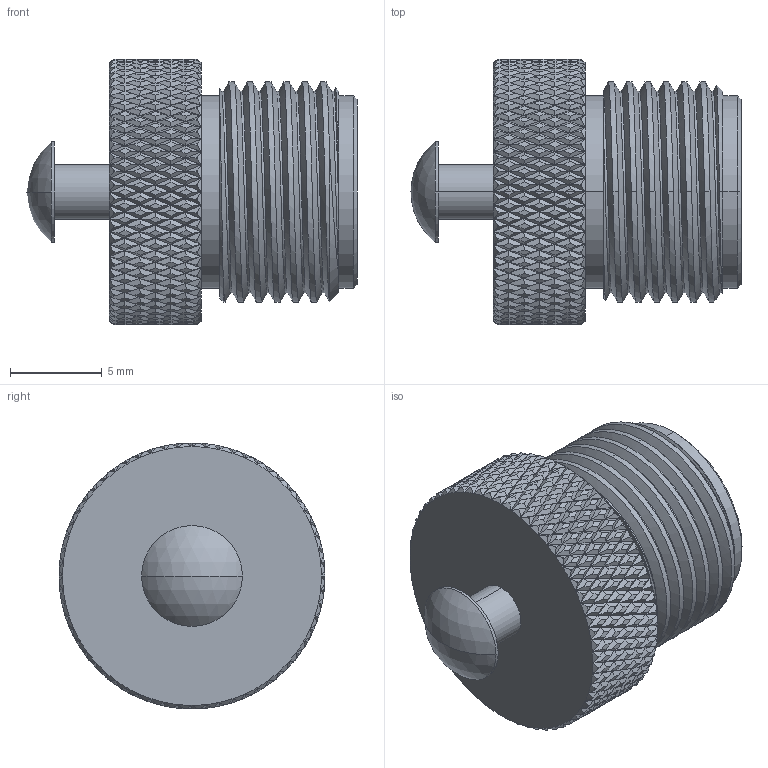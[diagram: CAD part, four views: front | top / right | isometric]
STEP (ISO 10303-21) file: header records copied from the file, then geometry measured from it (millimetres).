
FILE_DESCRIPTION (( 'STEP AP203' ), '1' );
FILE_NAME ('55-00187.STEP', '2023-02-03T00:08:02', ( '' ), ( '' ), 'SwSTEP 2.0', 'SolidWorks 2021', '' );
FILE_SCHEMA (( 'CONFIG_CONTROL_DESIGN' ));
Length unit declared in the file: millimetre
Products named in the file (3): 55-00153-01___; 55-00153-04___; 55-00187
Assembly tree (2 placements, depth 2):
  55-00187
    55-00153-01___
    55-00153-04___
Bounding box: 18 x 14.5 x 14.5 mm (x, y, z)
Volume: 1107.1 mm3; surface area: 1604.5 mm2
Topology: 2 solids, 2 shells, 1552 faces, 4262 edges, 2718 vertices
Faces by surface type: bspline 963, cylinder 446, cone 130, plane 7, torus 4, sphere 2
Entity records: 143552 total; most frequent: CARTESIAN_POINT 115496, ORIENTED_EDGE 8524, EDGE_CURVE 4262, B_SPLINE_CURVE_WITH_KNOTS 3133, VERTEX_POINT 2718, DIRECTION 1793, EDGE_LOOP 1558, ADVANCED_FACE 1552
